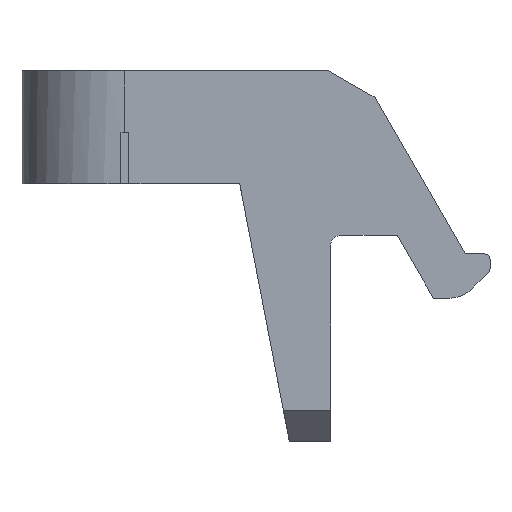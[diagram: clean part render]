
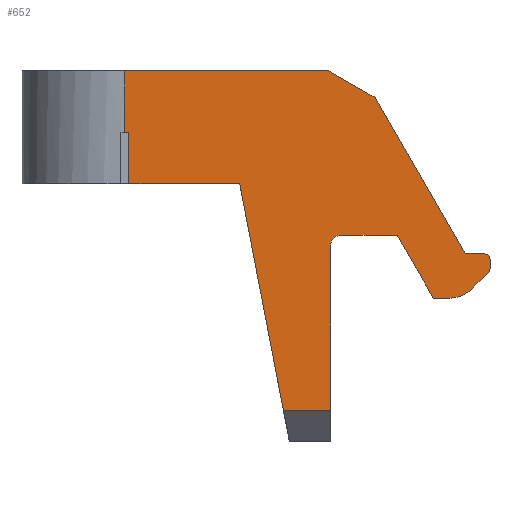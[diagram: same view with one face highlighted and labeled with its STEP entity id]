
A CAD part, front view. The second image highlights one B-rep face of the part: STEP entity #652.
In plain terms, the highlighted planar face has unit normal (0, -1, 0).
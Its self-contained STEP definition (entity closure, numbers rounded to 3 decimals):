
#35=CIRCLE('',#683,1.);
#37=CIRCLE('',#687,3.);
#38=CIRCLE('',#690,0.5);
#39=CIRCLE('',#693,0.5);
#205=ORIENTED_EDGE('',*,*,#237,.F.);
#206=ORIENTED_EDGE('',*,*,#242,.T.);
#207=ORIENTED_EDGE('',*,*,#321,.F.);
#208=ORIENTED_EDGE('',*,*,#314,.T.);
#209=ORIENTED_EDGE('',*,*,#308,.T.);
#210=ORIENTED_EDGE('',*,*,#319,.T.);
#211=ORIENTED_EDGE('',*,*,#265,.T.);
#212=ORIENTED_EDGE('',*,*,#272,.F.);
#213=ORIENTED_EDGE('',*,*,#276,.T.);
#214=ORIENTED_EDGE('',*,*,#273,.F.);
#215=ORIENTED_EDGE('',*,*,#296,.T.);
#216=ORIENTED_EDGE('',*,*,#293,.F.);
#217=ORIENTED_EDGE('',*,*,#295,.F.);
#218=ORIENTED_EDGE('',*,*,#279,.F.);
#219=ORIENTED_EDGE('',*,*,#282,.F.);
#220=ORIENTED_EDGE('',*,*,#284,.F.);
#221=ORIENTED_EDGE('',*,*,#286,.F.);
#222=ORIENTED_EDGE('',*,*,#288,.F.);
#223=ORIENTED_EDGE('',*,*,#290,.F.);
#224=ORIENTED_EDGE('',*,*,#291,.T.);
#237=EDGE_CURVE('',#330,#331,#391,.T.);
#242=EDGE_CURVE('',#330,#334,#395,.T.);
#265=EDGE_CURVE('',#355,#354,#413,.T.);
#272=EDGE_CURVE('',#359,#354,#417,.T.);
#273=EDGE_CURVE('',#360,#361,#35,.T.);
#276=EDGE_CURVE('',#359,#361,#420,.T.);
#279=EDGE_CURVE('',#363,#364,#37,.T.);
#282=EDGE_CURVE('',#365,#363,#424,.T.);
#284=EDGE_CURVE('',#366,#365,#38,.T.);
#286=EDGE_CURVE('',#367,#366,#427,.T.);
#288=EDGE_CURVE('',#368,#367,#39,.T.);
#290=EDGE_CURVE('',#369,#368,#430,.T.);
#291=EDGE_CURVE('',#369,#331,#431,.T.);
#293=EDGE_CURVE('',#370,#371,#433,.T.);
#295=EDGE_CURVE('',#364,#370,#435,.T.);
#296=EDGE_CURVE('',#360,#371,#436,.T.);
#308=EDGE_CURVE('',#380,#381,#442,.T.);
#314=EDGE_CURVE('',#384,#380,#447,.T.);
#319=EDGE_CURVE('',#381,#355,#450,.T.);
#321=EDGE_CURVE('',#384,#334,#451,.T.);
#330=VERTEX_POINT('',#906);
#331=VERTEX_POINT('',#908);
#334=VERTEX_POINT('',#916);
#354=VERTEX_POINT('',#962);
#355=VERTEX_POINT('',#964);
#359=VERTEX_POINT('',#984);
#360=VERTEX_POINT('',#988);
#361=VERTEX_POINT('',#989);
#363=VERTEX_POINT('',#998);
#364=VERTEX_POINT('',#1000);
#365=VERTEX_POINT('',#1004);
#366=VERTEX_POINT('',#1008);
#367=VERTEX_POINT('',#1012);
#368=VERTEX_POINT('',#1016);
#369=VERTEX_POINT('',#1020);
#370=VERTEX_POINT('',#1026);
#371=VERTEX_POINT('',#1028);
#380=VERTEX_POINT('',#1072);
#381=VERTEX_POINT('',#1073);
#384=VERTEX_POINT('',#1081);
#391=LINE('',#907,#458);
#395=LINE('',#917,#462);
#413=LINE('',#963,#480);
#417=LINE('',#985,#484);
#420=LINE('',#993,#487);
#424=LINE('',#1005,#491);
#427=LINE('',#1013,#494);
#430=LINE('',#1021,#497);
#431=LINE('',#1023,#498);
#433=LINE('',#1027,#500);
#435=LINE('',#1031,#502);
#436=LINE('',#1033,#503);
#442=LINE('',#1071,#509);
#447=LINE('',#1083,#514);
#450=LINE('',#1091,#517);
#451=LINE('',#1095,#518);
#458=VECTOR('',#729,1000.);
#462=VECTOR('',#737,1000.);
#480=VECTOR('',#771,1000.);
#484=VECTOR('',#779,1000.);
#487=VECTOR('',#788,1000.);
#491=VECTOR('',#800,1000.);
#494=VECTOR('',#809,1000.);
#497=VECTOR('',#818,1000.);
#498=VECTOR('',#821,1000.);
#500=VECTOR('',#825,1000.);
#502=VECTOR('',#829,1000.);
#503=VECTOR('',#832,1000.);
#509=VECTOR('',#852,1000.);
#514=VECTOR('',#861,1000.);
#517=VECTOR('',#872,1000.);
#518=VECTOR('',#877,1000.);
#556=EDGE_LOOP('',(#205,#206,#207,#208,#209,#210,#211,#212,#213,#214,#215,
#216,#217,#218,#219,#220,#221,#222,#223,#224));
#594=FACE_BOUND('',#556,.T.);
#620=PLANE('',#717);
#652=ADVANCED_FACE('',(#594),#620,.T.);
#683=AXIS2_PLACEMENT_3D('',#987,#782,#783);
#687=AXIS2_PLACEMENT_3D('',#999,#794,#795);
#690=AXIS2_PLACEMENT_3D('',#1009,#804,#805);
#693=AXIS2_PLACEMENT_3D('',#1017,#813,#814);
#717=AXIS2_PLACEMENT_3D('',#1101,#886,#887);
#729=DIRECTION('',(0.866,0.,-0.5));
#737=DIRECTION('',(-1.,0.,0.));
#771=DIRECTION('',(0.189,0.,-0.982));
#779=DIRECTION('',(-1.,0.,0.));
#782=DIRECTION('',(0.,-1.,0.));
#783=DIRECTION('',(0.,0.,1.));
#788=DIRECTION('',(0.,0.,1.));
#794=DIRECTION('',(0.,1.,0.));
#795=DIRECTION('',(0.707,0.,-0.707));
#800=DIRECTION('',(-0.707,0.,-0.707));
#804=DIRECTION('',(0.,1.,0.));
#805=DIRECTION('',(1.,0.,0.));
#809=DIRECTION('',(0.,0.,-1.));
#813=DIRECTION('',(0.,1.,0.));
#814=DIRECTION('',(0.,0.,1.));
#818=DIRECTION('',(1.,0.,0.));
#821=DIRECTION('',(-0.5,0.,0.866));
#825=DIRECTION('',(-0.5,0.,0.866));
#829=DIRECTION('',(-1.,0.,0.));
#832=DIRECTION('',(1.,0.,0.));
#852=DIRECTION('',(0.,0.,-1.));
#861=DIRECTION('',(1.,0.,0.));
#872=DIRECTION('',(1.,0.,0.));
#877=DIRECTION('',(0.,0.,1.));
#886=DIRECTION('',(0.,-1.,0.));
#887=DIRECTION('',(-1.,0.,0.));
#906=CARTESIAN_POINT('',(144.823,-150.,-350.));
#907=CARTESIAN_POINT('',(147.073,-150.,-351.299));
#908=CARTESIAN_POINT('',(149.323,-150.,-352.598));
#916=CARTESIAN_POINT('',(125.,-150.,-350.));
#917=CARTESIAN_POINT('',(134.912,-150.,-350.));
#962=CARTESIAN_POINT('',(140.422,-150.,-383.));
#963=CARTESIAN_POINT('',(138.301,-150.,-372.));
#964=CARTESIAN_POINT('',(136.18,-150.,-361.));
#984=CARTESIAN_POINT('',(145.,-150.,-383.));
#985=CARTESIAN_POINT('',(142.711,-150.,-383.));
#987=CARTESIAN_POINT('',(146.,-150.,-367.));
#988=CARTESIAN_POINT('',(146.,-150.,-366.));
#989=CARTESIAN_POINT('',(145.,-150.,-367.));
#993=CARTESIAN_POINT('',(145.,-150.,-375.));
#998=CARTESIAN_POINT('',(158.719,-150.,-371.221));
#999=CARTESIAN_POINT('',(156.597,-150.,-369.1));
#1000=CARTESIAN_POINT('',(156.597,-150.,-372.1));
#1004=CARTESIAN_POINT('',(160.354,-150.,-369.586));
#1005=CARTESIAN_POINT('',(159.536,-150.,-370.404));
#1008=CARTESIAN_POINT('',(160.5,-150.,-369.233));
#1009=CARTESIAN_POINT('',(160.,-150.,-369.233));
#1012=CARTESIAN_POINT('',(160.5,-150.,-368.3));
#1013=CARTESIAN_POINT('',(160.5,-150.,-368.766));
#1016=CARTESIAN_POINT('',(160.,-150.,-367.8));
#1017=CARTESIAN_POINT('',(160.,-150.,-368.3));
#1020=CARTESIAN_POINT('',(158.1,-150.,-367.8));
#1021=CARTESIAN_POINT('',(159.05,-150.,-367.8));
#1023=CARTESIAN_POINT('',(153.712,-150.,-360.199));
#1026=CARTESIAN_POINT('',(155.006,-150.,-372.1));
#1027=CARTESIAN_POINT('',(153.245,-150.,-369.05));
#1028=CARTESIAN_POINT('',(151.485,-150.,-366.));
#1031=CARTESIAN_POINT('',(155.802,-150.,-372.1));
#1033=CARTESIAN_POINT('',(148.742,-150.,-366.));
#1071=CARTESIAN_POINT('',(125.4,-150.,-358.5));
#1072=CARTESIAN_POINT('',(125.4,-150.,-356.));
#1073=CARTESIAN_POINT('',(125.4,-150.,-361.));
#1081=CARTESIAN_POINT('',(125.,-150.,-356.));
#1083=CARTESIAN_POINT('',(125.2,-150.,-356.));
#1091=CARTESIAN_POINT('',(130.79,-150.,-361.));
#1095=CARTESIAN_POINT('',(125.,-150.,-353.));
#1101=CARTESIAN_POINT('',(160.501,-150.,-349.999));
